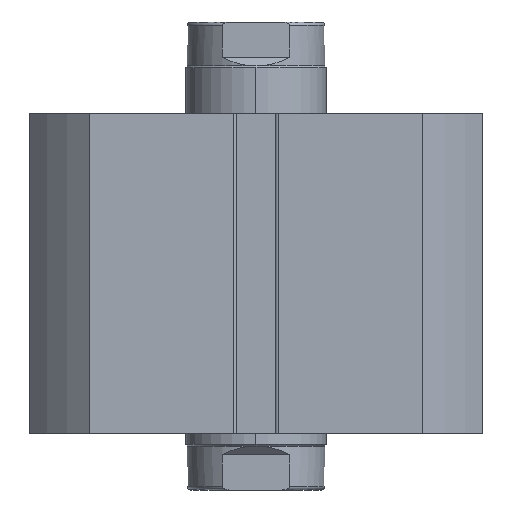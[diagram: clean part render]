
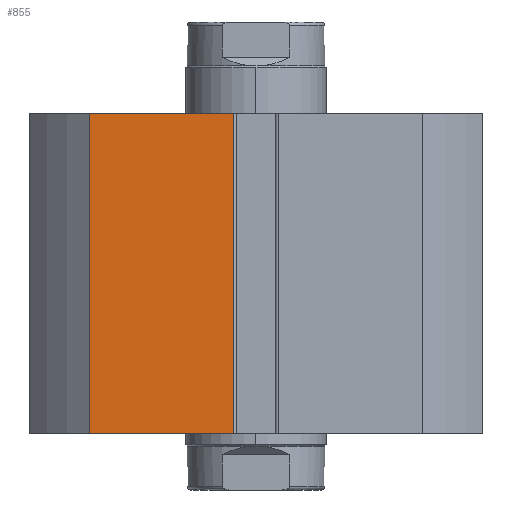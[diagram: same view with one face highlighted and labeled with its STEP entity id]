
A CAD part, front view. The second image highlights one B-rep face of the part: STEP entity #855.
In plain terms, the highlighted planar face has unit normal (0, -1, 0).
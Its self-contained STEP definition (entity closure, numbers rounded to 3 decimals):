
#127 = DIRECTION ( 'NONE',  ( 1., 0., 0. ) ) ;
#129 = CARTESIAN_POINT ( 'NONE',  ( -32.25, -32.25, 0. ) ) ;
#301 = CARTESIAN_POINT ( 'NONE',  ( -3.2, -32.25, 45.5 ) ) ;
#340 = CARTESIAN_POINT ( 'NONE',  ( -23.663, -32.25, 45.5 ) ) ;
#445 = VERTEX_POINT ( 'NONE', #340 ) ;
#447 = VERTEX_POINT ( 'NONE', #301 ) ;
#656 = VERTEX_POINT ( 'NONE', #6806 ) ;
#715 = VERTEX_POINT ( 'NONE', #6811 ) ;
#855 = ADVANCED_FACE ( 'NONE', ( #2500 ), #3544, .F. ) ;
#1376 = ORIENTED_EDGE ( 'NONE', *, *, #4278, .F. ) ;
#1377 = ORIENTED_EDGE ( 'NONE', *, *, #2122, .T. ) ;
#1378 = ORIENTED_EDGE ( 'NONE', *, *, #2076, .T. ) ;
#1379 = ORIENTED_EDGE ( 'NONE', *, *, #2179, .T. ) ;
#1751 = EDGE_LOOP ( 'NONE', ( #1376, #1377, #1378, #1379 ) ) ;
#2076 = EDGE_CURVE ( 'NONE', #715, #656, #4675, .T. ) ;
#2122 = EDGE_CURVE ( 'NONE', #445, #715, #4742, .T. ) ;
#2179 = EDGE_CURVE ( 'NONE', #656, #447, #4841, .T. ) ;
#2500 = FACE_OUTER_BOUND ( 'NONE', #1751, .T. ) ;
#3495 = DIRECTION ( 'NONE',  ( 0., 0., 1. ) ) ;
#3544 = PLANE ( 'NONE',  #3997 ) ;
#3577 = CARTESIAN_POINT ( 'NONE',  ( -32.25, -32.25, 45.5 ) ) ;
#3823 = DIRECTION ( 'NONE',  ( 0., 1., 0. ) ) ;
#3997 = AXIS2_PLACEMENT_3D ( 'NONE', #3577, #3823, #3495 ) ;
#4278 = EDGE_CURVE ( 'NONE', #445, #447, #5092, .T. ) ;
#4675 = LINE ( 'NONE', #129, #4676 ) ;
#4676 = VECTOR ( 'NONE', #127, 1000. ) ;
#4730 = VECTOR ( 'NONE', #5365, 1000. ) ;
#4742 = LINE ( 'NONE', #5364, #4730 ) ;
#4841 = LINE ( 'NONE', #5496, #4842 ) ;
#4842 = VECTOR ( 'NONE', #5497, 1000. ) ;
#5092 = LINE ( 'NONE', #5948, #5096 ) ;
#5096 = VECTOR ( 'NONE', #5949, 1000. ) ;
#5364 = CARTESIAN_POINT ( 'NONE',  ( -23.663, -32.25, 45.5 ) ) ;
#5365 = DIRECTION ( 'NONE',  ( 0., 0., -1. ) ) ;
#5496 = CARTESIAN_POINT ( 'NONE',  ( -3.2, -32.25, 45.5 ) ) ;
#5497 = DIRECTION ( 'NONE',  ( 0., 0., 1. ) ) ;
#5948 = CARTESIAN_POINT ( 'NONE',  ( -32.25, -32.25, 45.5 ) ) ;
#5949 = DIRECTION ( 'NONE',  ( 1., 0., 0. ) ) ;
#6806 = CARTESIAN_POINT ( 'NONE',  ( -3.2, -32.25, 0. ) ) ;
#6811 = CARTESIAN_POINT ( 'NONE',  ( -23.663, -32.25, 0. ) ) ;
